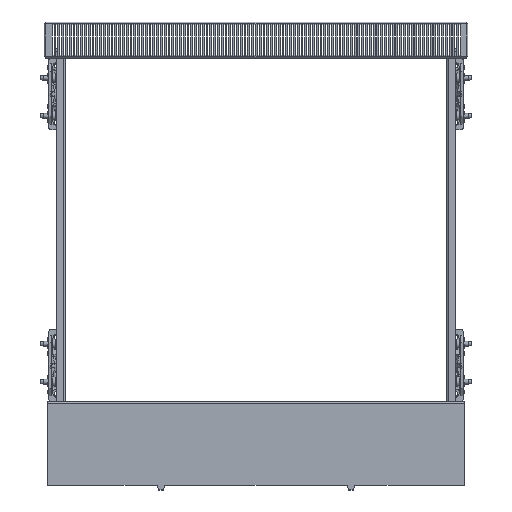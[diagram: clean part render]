
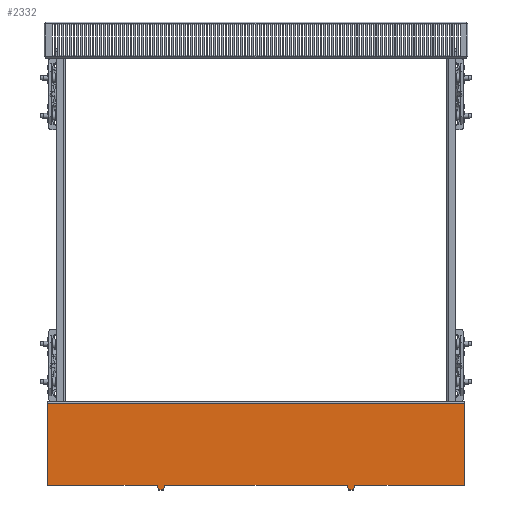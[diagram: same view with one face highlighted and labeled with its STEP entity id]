
A CAD part, top view. The second image highlights one B-rep face of the part: STEP entity #2332.
In plain terms, the highlighted planar face has unit normal (0, 0, 1).
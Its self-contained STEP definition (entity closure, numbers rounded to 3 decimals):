
#2332=ADVANCED_FACE('',(#5839),#5840,.T.);
#5839=FACE_OUTER_BOUND('',#11157,.T.);
#5840=PLANE('',#11158);
#11157=EDGE_LOOP('',(#16712,#16713,#16714,#16715,#16716,#16717,#16718,#16719,#16720,#16721,#16722,#16723));
#11158=AXIS2_PLACEMENT_3D('',#16724,#16725,#16726);
#16712=ORIENTED_EDGE('',*,*,#31794,.T.);
#16713=ORIENTED_EDGE('',*,*,#31782,.F.);
#16714=ORIENTED_EDGE('',*,*,#31795,.T.);
#16715=ORIENTED_EDGE('',*,*,#31744,.T.);
#16716=ORIENTED_EDGE('',*,*,#31734,.F.);
#16717=ORIENTED_EDGE('',*,*,#31739,.F.);
#16718=ORIENTED_EDGE('',*,*,#31742,.F.);
#16719=ORIENTED_EDGE('',*,*,#31728,.T.);
#16720=ORIENTED_EDGE('',*,*,#31713,.F.);
#16721=ORIENTED_EDGE('',*,*,#31718,.F.);
#16722=ORIENTED_EDGE('',*,*,#31722,.F.);
#16723=ORIENTED_EDGE('',*,*,#31726,.T.);
#16724=CARTESIAN_POINT('',(9.0,60.0,48.0));
#16725=DIRECTION('',(0.0,0.0,1.0));
#16726=DIRECTION('',(0.0,-1.0,0.0));
#31713=EDGE_CURVE('',#37798,#37800,#37801,.T.);
#31718=EDGE_CURVE('',#37806,#37798,#37808,.T.);
#31722=EDGE_CURVE('',#37812,#37806,#37814,.T.);
#31726=EDGE_CURVE('',#37812,#37818,#37820,.T.);
#31728=EDGE_CURVE('',#37822,#37800,#37823,.T.);
#31734=EDGE_CURVE('',#37831,#37833,#37834,.T.);
#31739=EDGE_CURVE('',#37839,#37831,#37841,.T.);
#31742=EDGE_CURVE('',#37822,#37839,#37844,.T.);
#31744=EDGE_CURVE('',#37846,#37833,#37847,.T.);
#31782=EDGE_CURVE('',#37898,#37893,#37900,.T.);
#31794=EDGE_CURVE('',#37818,#37893,#37914,.T.);
#31795=EDGE_CURVE('',#37898,#37846,#37915,.T.);
#37798=VERTEX_POINT('',#46747);
#37800=VERTEX_POINT('',#46750);
#37801=LINE('',#46751,#46752);
#37806=VERTEX_POINT('',#46759);
#37808=LINE('',#46762,#46763);
#37812=VERTEX_POINT('',#46768);
#37814=LINE('',#46771,#46772);
#37818=VERTEX_POINT('',#46777);
#37820=LINE('',#46780,#46781);
#37822=VERTEX_POINT('',#46783);
#37823=LINE('',#46784,#46785);
#37831=VERTEX_POINT('',#46796);
#37833=VERTEX_POINT('',#46799);
#37834=LINE('',#46800,#46801);
#37839=VERTEX_POINT('',#46808);
#37841=LINE('',#46811,#46812);
#37844=LINE('',#46816,#46817);
#37846=VERTEX_POINT('',#46819);
#37847=LINE('',#46820,#46821);
#37893=VERTEX_POINT('',#46882);
#37898=VERTEX_POINT('',#46888);
#37900=LINE('',#46890,#46891);
#37914=LINE('',#46910,#46911);
#37915=LINE('',#46912,#46913);
#46747=CARTESIAN_POINT('',(405.5,0.0,48.0));
#46750=CARTESIAN_POINT('',(403.5,6.0,48.0));
#46751=CARTESIAN_POINT('',(405.5,0.0,48.0));
#46752=VECTOR('',#60884,1.0);
#46759=CARTESIAN_POINT('',(411.5,0.0,48.0));
#46762=CARTESIAN_POINT('',(411.5,0.0,48.0));
#46763=VECTOR('',#60888,1.0);
#46768=CARTESIAN_POINT('',(413.5,6.0,48.0));
#46771=CARTESIAN_POINT('',(413.5,6.0,48.0));
#46772=VECTOR('',#60891,1.0);
#46777=CARTESIAN_POINT('',(558.0,6.0,48.0));
#46780=CARTESIAN_POINT('',(9.0,6.0,48.0));
#46781=VECTOR('',#60894,1.0);
#46783=CARTESIAN_POINT('',(163.5,6.0,48.0));
#46784=CARTESIAN_POINT('',(9.0,6.0,48.0));
#46785=VECTOR('',#60895,1.0);
#46796=CARTESIAN_POINT('',(155.5,0.0,48.0));
#46799=CARTESIAN_POINT('',(153.5,6.0,48.0));
#46800=CARTESIAN_POINT('',(155.5,0.0,48.0));
#46801=VECTOR('',#60900,1.0);
#46808=CARTESIAN_POINT('',(161.5,0.0,48.0));
#46811=CARTESIAN_POINT('',(161.5,0.0,48.0));
#46812=VECTOR('',#60904,1.0);
#46816=CARTESIAN_POINT('',(163.5,6.0,48.0));
#46817=VECTOR('',#60906,1.0);
#46819=CARTESIAN_POINT('',(9.0,6.0,48.0));
#46820=CARTESIAN_POINT('',(9.0,6.0,48.0));
#46821=VECTOR('',#60907,1.0);
#46882=CARTESIAN_POINT('',(558.0,114.0,48.0));
#46888=CARTESIAN_POINT('',(9.0,114.0,48.0));
#46890=CARTESIAN_POINT('',(9.0,114.0,48.0));
#46891=VECTOR('',#60954,1.0);
#46910=CARTESIAN_POINT('',(558.0,114.0,48.0));
#46911=VECTOR('',#60966,1.0);
#46912=CARTESIAN_POINT('',(9.0,114.0,48.0));
#46913=VECTOR('',#60967,1.0);
#60884=DIRECTION('',(-0.316,0.949,0.0));
#60888=DIRECTION('',(-1.0,0.0,0.0));
#60891=DIRECTION('',(-0.316,-0.949,0.0));
#60894=DIRECTION('',(1.0,0.0,0.0));
#60895=DIRECTION('',(1.0,0.0,0.0));
#60900=DIRECTION('',(-0.316,0.949,0.0));
#60904=DIRECTION('',(-1.0,0.0,0.0));
#60906=DIRECTION('',(-0.316,-0.949,0.0));
#60907=DIRECTION('',(1.0,0.0,0.0));
#60954=DIRECTION('',(1.0,0.0,0.0));
#60966=DIRECTION('',(-0.0,1.0,0.0));
#60967=DIRECTION('',(0.0,-1.0,0.0));
